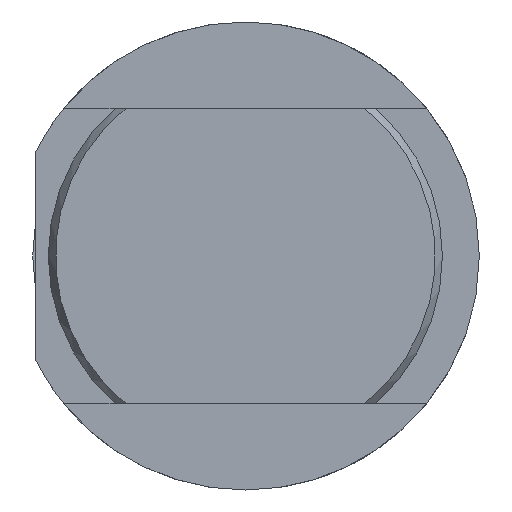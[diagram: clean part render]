
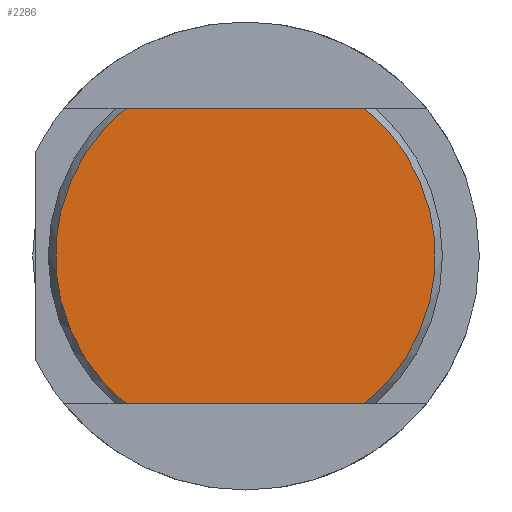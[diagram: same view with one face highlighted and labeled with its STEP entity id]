
A CAD part, left-side view. The second image highlights one B-rep face of the part: STEP entity #2286.
In plain terms, the highlighted planar face has unit normal (-1, 0, 0).
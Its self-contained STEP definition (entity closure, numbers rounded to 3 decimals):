
#568 = ORIENTED_EDGE ( 'NONE', *, *, #2373, .F. ) ;
#572 = ORIENTED_EDGE ( 'NONE', *, *, #2375, .F. ) ;
#576 = ORIENTED_EDGE ( 'NONE', *, *, #2349, .T. ) ;
#582 = ORIENTED_EDGE ( 'NONE', *, *, #2374, .T. ) ;
#697 = EDGE_LOOP ( 'NONE', ( #582, #568, #576, #572 ) ) ;
#1303 = FACE_OUTER_BOUND ( 'NONE', #697, .T. ) ;
#1585 = CARTESIAN_POINT ( 'NONE',  ( 0., 4.844, -6. ) ) ;
#1586 = CARTESIAN_POINT ( 'NONE',  ( 0., -4.844, -6. ) ) ;
#1915 = VECTOR ( 'NONE', #3658, 1000. ) ;
#1920 = CIRCLE ( 'NONE', #2771, 7.711 ) ;
#1926 = CIRCLE ( 'NONE', #2756, 7.711 ) ;
#1929 = LINE ( 'NONE', #3661, #1932 ) ;
#1932 = VECTOR ( 'NONE', #3662, 1000. ) ;
#1934 = LINE ( 'NONE', #3657, #1915 ) ;
#2121 = VERTEX_POINT ( 'NONE', #3067 ) ;
#2158 = VERTEX_POINT ( 'NONE', #3104 ) ;
#2286 = ADVANCED_FACE ( 'NONE', ( #1303 ), #3465, .F. ) ;
#2349 = EDGE_CURVE ( 'NONE', #2158, #2941, #1926, .T. ) ;
#2373 = EDGE_CURVE ( 'NONE', #2158, #2121, #1934, .T. ) ;
#2374 = EDGE_CURVE ( 'NONE', #2942, #2121, #1920, .T. ) ;
#2375 = EDGE_CURVE ( 'NONE', #2942, #2941, #1929, .T. ) ;
#2649 = AXIS2_PLACEMENT_3D ( 'NONE', #3464, #3466, #3467 ) ;
#2756 = AXIS2_PLACEMENT_3D ( 'NONE', #3585, #3590, #3591 ) ;
#2771 = AXIS2_PLACEMENT_3D ( 'NONE', #3648, #3659, #3660 ) ;
#2941 = VERTEX_POINT ( 'NONE', #1585 ) ;
#2942 = VERTEX_POINT ( 'NONE', #1586 ) ;
#3067 = CARTESIAN_POINT ( 'NONE',  ( 0., -4.844, 6. ) ) ;
#3104 = CARTESIAN_POINT ( 'NONE',  ( 0., 4.844, 6. ) ) ;
#3464 = CARTESIAN_POINT ( 'NONE',  ( 0., 0., 0. ) ) ;
#3465 = PLANE ( 'NONE',  #2649 ) ;
#3466 = DIRECTION ( 'NONE',  ( 1., 0., 0. ) ) ;
#3467 = DIRECTION ( 'NONE',  ( 0., 0., -1. ) ) ;
#3585 = CARTESIAN_POINT ( 'NONE',  ( 0., 0., 0. ) ) ;
#3590 = DIRECTION ( 'NONE',  ( -1., 0., 0. ) ) ;
#3591 = DIRECTION ( 'NONE',  ( 0., 0., -1. ) ) ;
#3648 = CARTESIAN_POINT ( 'NONE',  ( 0., 0., 0. ) ) ;
#3657 = CARTESIAN_POINT ( 'NONE',  ( 0., 7.365, 6. ) ) ;
#3658 = DIRECTION ( 'NONE',  ( 0., -1., 0. ) ) ;
#3659 = DIRECTION ( 'NONE',  ( -1., 0., 0. ) ) ;
#3660 = DIRECTION ( 'NONE',  ( 0., 0., -1. ) ) ;
#3661 = CARTESIAN_POINT ( 'NONE',  ( 0., 7.365, -6. ) ) ;
#3662 = DIRECTION ( 'NONE',  ( 0., 1., 0. ) ) ;
